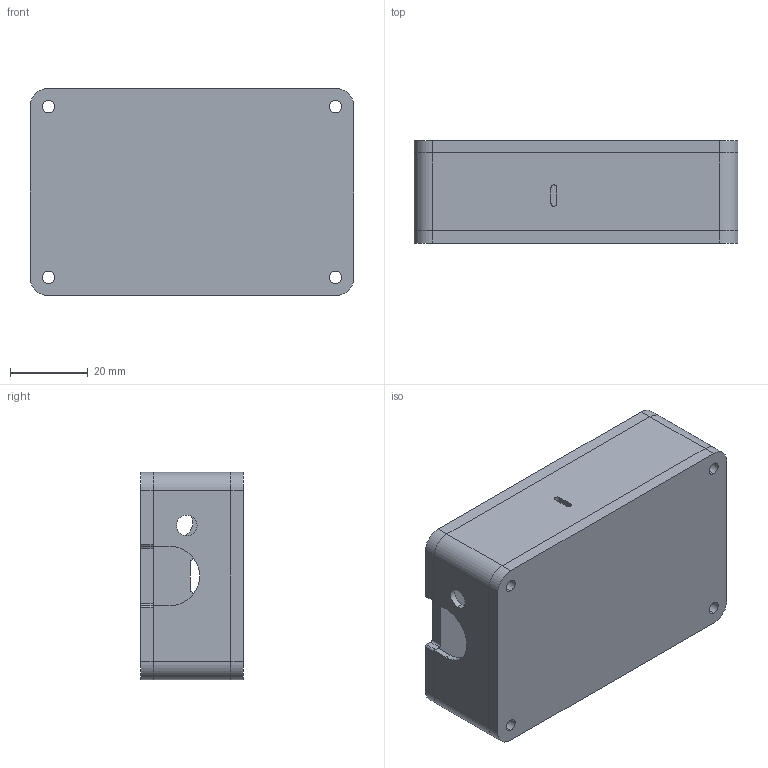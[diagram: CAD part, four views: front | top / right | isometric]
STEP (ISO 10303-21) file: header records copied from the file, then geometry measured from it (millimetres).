
FILE_DESCRIPTION (( 'STEP AP214' ), '1' );
FILE_NAME ('lickety_split_enclosure.STEP', '2024-01-05T23:50:37', ( '' ), ( '' ), 'SwSTEP 2.0', 'SolidWorks 2020', '' );
FILE_SCHEMA (( 'AUTOMOTIVE_DESIGN' ));
Length unit declared in the file: millimetre
Products named in the file (1): lickety_split_enclosure
Bounding box: 83.5 x 26.42 x 53.5 mm (x, y, z)
Volume: 35700.7 mm3; surface area: 30655.6 mm2
Topology: 3 solids, 3 shells, 122 faces, 354 edges, 236 vertices
Faces by surface type: cylinder 70, plane 52
Entity records: 4202 total; most frequent: DIRECTION 740, CARTESIAN_POINT 713, ORIENTED_EDGE 708, EDGE_CURVE 354, AXIS2_PLACEMENT_3D 263, VERTEX_POINT 236, LINE 214, VECTOR 214
